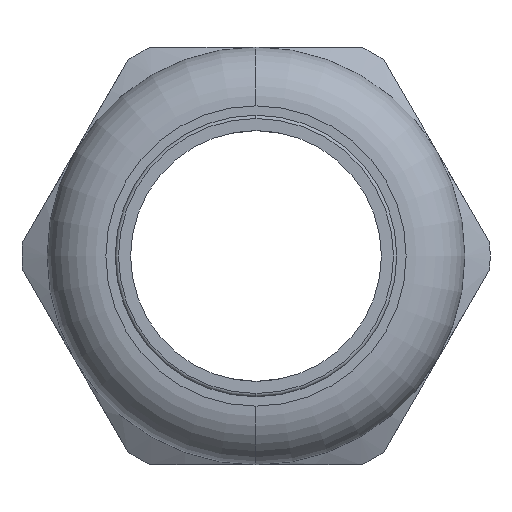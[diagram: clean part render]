
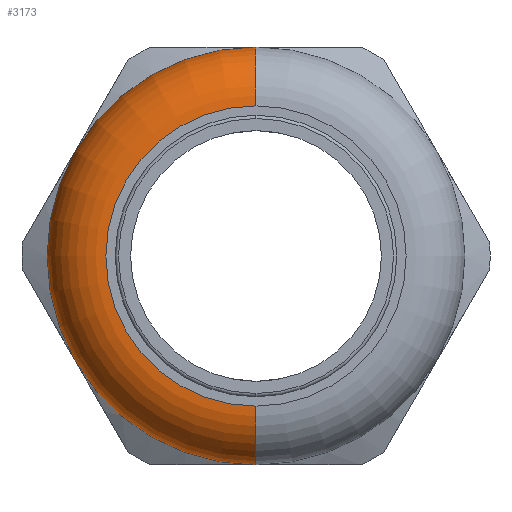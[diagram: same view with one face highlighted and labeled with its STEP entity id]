
A CAD part, left-side view. The second image highlights one B-rep face of the part: STEP entity #3173.
In plain terms, the highlighted toroidal (fillet/blend) face has major radius 11.862 mm and minor radius 4.648 mm.
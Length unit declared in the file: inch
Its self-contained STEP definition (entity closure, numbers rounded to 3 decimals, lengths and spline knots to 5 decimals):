
#945 = DIRECTION ( 'NONE',  ( 0., 0., -1. ) ) ;
#946 = DIRECTION ( 'NONE',  ( -1., 0., 0. ) ) ;
#947 = CARTESIAN_POINT ( 'NONE',  ( -1.22, 0., 0. ) ) ;
#948 = AXIS2_PLACEMENT_3D ( 'NONE', #947, #946, #945 ) ;
#949 = CIRCLE ( 'NONE', #948, 0.467 ) ;
#951 = DIRECTION ( 'NONE',  ( 0., 0., 1. ) ) ;
#952 = DIRECTION ( 'NONE',  ( 0., 1., 0. ) ) ;
#953 = CARTESIAN_POINT ( 'NONE',  ( -1.037, 0., 0.467 ) ) ;
#954 = AXIS2_PLACEMENT_3D ( 'NONE', #953, #952, #951 ) ;
#955 = CIRCLE ( 'NONE', #954, 0.183 ) ;
#961 = CARTESIAN_POINT ( 'NONE',  ( -1.037, 0., 0.65 ) ) ;
#1000 = CARTESIAN_POINT ( 'NONE',  ( -1.037, 0., -0.65 ) ) ;
#1644 = DIRECTION ( 'NONE',  ( 0., 0., -1. ) ) ;
#1645 = DIRECTION ( 'NONE',  ( 1., 0., 0. ) ) ;
#1646 = AXIS2_PLACEMENT_3D ( 'NONE', #1648, #1645, #1644 ) ;
#1647 = TOROIDAL_SURFACE ( 'NONE', #1646, 0.467, 0.183 ) ;
#1648 = CARTESIAN_POINT ( 'NONE',  ( -1.037, 0., 0. ) ) ;
#1649 = FACE_OUTER_BOUND ( 'NONE', #3591, .T. ) ;
#2035 = DIRECTION ( 'NONE',  ( 0., 0., -1. ) ) ;
#2036 = DIRECTION ( 'NONE',  ( 0., -1., 0. ) ) ;
#2037 = CARTESIAN_POINT ( 'NONE',  ( -1.037, 0., -0.467 ) ) ;
#2038 = AXIS2_PLACEMENT_3D ( 'NONE', #2037, #2036, #2035 ) ;
#2043 = CIRCLE ( 'NONE', #2038, 0.183 ) ;
#2047 = CARTESIAN_POINT ( 'NONE',  ( -1.22, 0., 0.467 ) ) ;
#2120 = DIRECTION ( 'NONE',  ( 0., 0., -1. ) ) ;
#2121 = DIRECTION ( 'NONE',  ( 1., 0., 0. ) ) ;
#2122 = CARTESIAN_POINT ( 'NONE',  ( -1.037, 0., 0. ) ) ;
#2123 = AXIS2_PLACEMENT_3D ( 'NONE', #2122, #2121, #2120 ) ;
#2124 = CIRCLE ( 'NONE', #2123, 0.65 ) ;
#2218 = CARTESIAN_POINT ( 'NONE',  ( -1.22, 0., -0.467 ) ) ;
#2801 = ORIENTED_EDGE ( 'NONE', *, *, #2807, .T. ) ;
#2802 = VERTEX_POINT ( 'NONE', #961 ) ;
#2807 = EDGE_CURVE ( 'NONE', #3628, #2802, #955, .T. ) ;
#2809 = EDGE_CURVE ( 'NONE', #3628, #3708, #949, .T. ) ;
#2811 = VERTEX_POINT ( 'NONE', #1000 ) ;
#2812 = ORIENTED_EDGE ( 'NONE', *, *, #3632, .F. ) ;
#3153 = ORIENTED_EDGE ( 'NONE', *, *, #2809, .F. ) ;
#3173 = ADVANCED_FACE ( 'NONE', ( #1649 ), #1647, .T. ) ;
#3591 = EDGE_LOOP ( 'NONE', ( #3153, #2801, #3648, #2812 ) ) ;
#3628 = VERTEX_POINT ( 'NONE', #2047 ) ;
#3632 = EDGE_CURVE ( 'NONE', #3708, #2811, #2043, .T. ) ;
#3648 = ORIENTED_EDGE ( 'NONE', *, *, #3655, .F. ) ;
#3655 = EDGE_CURVE ( 'NONE', #2811, #2802, #2124, .T. ) ;
#3708 = VERTEX_POINT ( 'NONE', #2218 ) ;
